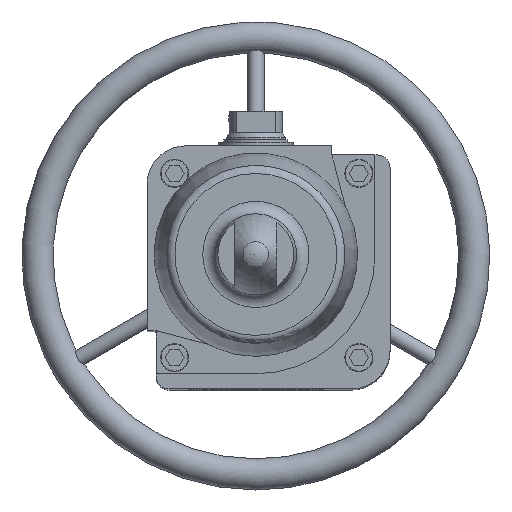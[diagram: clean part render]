
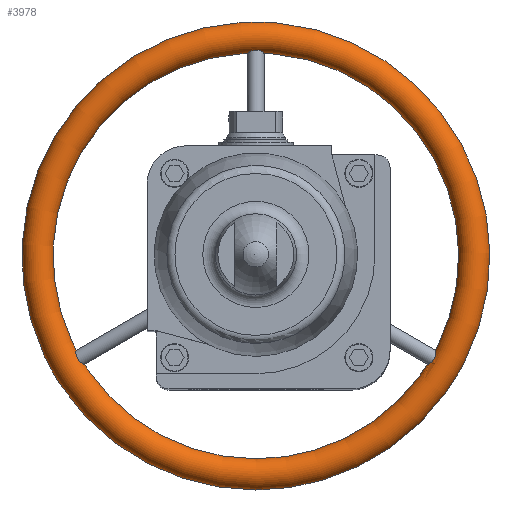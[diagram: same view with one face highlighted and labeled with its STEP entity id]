
A CAD part, top view. The second image highlights one B-rep face of the part: STEP entity #3978.
In plain terms, the highlighted toroidal (fillet/blend) face has major radius 186.65 mm and minor radius 13.35 mm.
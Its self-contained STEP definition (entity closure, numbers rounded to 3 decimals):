
#49=TOROIDAL_SURFACE('',#4327,186.65,13.35);
#103=B_SPLINE_CURVE_WITH_KNOTS('',3,(#6308,#6309,#6310,#6311,#6312,#6313,
#6314,#6315,#6316,#6317,#6318,#6319,#6320,#6321,#6322,#6323,#6324,#6325,
#6326),.UNSPECIFIED.,.T.,.F.,(1,1,1,1,1,1,1,1,1,1,1,1,1,1,1,1,1,1,1,1,1,
1,1),(-0.008,-0.006,-0.003,0.,
0.003,0.006,0.008,0.011,
0.014,0.017,0.02,0.022,
0.025,0.028,0.031,0.034,
0.036,0.039,0.042,0.045,
0.048,0.05,0.053),.UNSPECIFIED.);
#104=B_SPLINE_CURVE_WITH_KNOTS('',3,(#6329,#6330,#6331,#6332,#6333,#6334,
#6335,#6336,#6337,#6338,#6339,#6340,#6341,#6342,#6343,#6344,#6345,#6346,
#6347),.UNSPECIFIED.,.T.,.F.,(1,1,1,1,1,1,1,1,1,1,1,1,1,1,1,1,1,1,1,1,1,
1,1),(-0.008,-0.006,-0.003,0.,
0.003,0.006,0.008,0.011,
0.014,0.017,0.02,0.022,
0.025,0.028,0.031,0.034,
0.036,0.039,0.042,0.045,
0.048,0.05,0.053),.UNSPECIFIED.);
#105=B_SPLINE_CURVE_WITH_KNOTS('',3,(#6350,#6351,#6352,#6353,#6354,#6355,
#6356,#6357,#6358,#6359,#6360,#6361,#6362,#6363,#6364,#6365,#6366,#6367,
#6368),.UNSPECIFIED.,.T.,.F.,(1,1,1,1,1,1,1,1,1,1,1,1,1,1,1,1,1,1,1,1,1,
1,1),(-0.008,-0.006,-0.003,0.,
0.003,0.006,0.008,0.011,
0.014,0.017,0.02,0.022,
0.025,0.028,0.031,0.034,
0.036,0.039,0.042,0.045,
0.048,0.05,0.053),.UNSPECIFIED.);
#1210=ORIENTED_EDGE('',*,*,#2173,.F.);
#1211=ORIENTED_EDGE('',*,*,#2172,.F.);
#1212=ORIENTED_EDGE('',*,*,#2171,.F.);
#2171=EDGE_CURVE('',#2666,#2666,#103,.T.);
#2172=EDGE_CURVE('',#2667,#2667,#104,.T.);
#2173=EDGE_CURVE('',#2668,#2668,#105,.T.);
#2666=VERTEX_POINT('',#6327);
#2667=VERTEX_POINT('',#6348);
#2668=VERTEX_POINT('',#6369);
#3198=EDGE_LOOP('',(#1210));
#3199=EDGE_LOOP('',(#1211));
#3200=EDGE_LOOP('',(#1212));
#3572=FACE_BOUND('',#3198,.T.);
#3573=FACE_BOUND('',#3199,.T.);
#3574=FACE_BOUND('',#3200,.T.);
#3978=ADVANCED_FACE('',(#3572,#3573,#3574),#49,.T.);
#4327=AXIS2_PLACEMENT_3D('',#6370,#4964,#4965);
#4964=DIRECTION('',(0.,0.,-1.));
#4965=DIRECTION('',(-1.,0.,0.));
#6308=CARTESIAN_POINT('',(-6.516,173.205,-419.281));
#6309=CARTESIAN_POINT('',(-4.919,173.807,-421.603));
#6310=CARTESIAN_POINT('',(-2.655,174.518,-423.192));
#6311=CARTESIAN_POINT('',(0.151,174.851,-423.774));
#6312=CARTESIAN_POINT('',(2.93,174.45,-423.064));
#6313=CARTESIAN_POINT('',(5.135,173.727,-421.374));
#6314=CARTESIAN_POINT('',(6.631,173.165,-419.006));
#6315=CARTESIAN_POINT('',(7.192,173.116,-416.187));
#6316=CARTESIAN_POINT('',(6.599,173.736,-413.429));
#6317=CARTESIAN_POINT('',(5.001,174.747,-411.263));
#6318=CARTESIAN_POINT('',(2.675,175.695,-409.875));
#6319=CARTESIAN_POINT('',(-0.141,176.083,-409.406));
#6320=CARTESIAN_POINT('',(-2.935,175.617,-409.974));
#6321=CARTESIAN_POINT('',(-5.197,174.641,-411.447));
#6322=CARTESIAN_POINT('',(-6.706,173.652,-413.678));
#6323=CARTESIAN_POINT('',(-7.188,173.089,-416.476));
#6324=CARTESIAN_POINT('',(-6.516,173.205,-419.281));
#6325=CARTESIAN_POINT('',(-4.919,173.807,-421.603));
#6326=CARTESIAN_POINT('',(-2.655,174.518,-423.192));
#6327=CARTESIAN_POINT('',(-4.808,173.825,-421.481));
#6329=CARTESIAN_POINT('',(-150.191,-89.144,-423.416));
#6330=CARTESIAN_POINT('',(-151.801,-86.719,-423.727));
#6331=CARTESIAN_POINT('',(-152.679,-84.148,-422.762));
#6332=CARTESIAN_POINT('',(-153.086,-82.008,-420.915));
#6333=CARTESIAN_POINT('',(-153.33,-80.627,-418.428));
#6334=CARTESIAN_POINT('',(-153.573,-80.393,-415.57));
#6335=CARTESIAN_POINT('',(-153.798,-81.489,-412.9));
#6336=CARTESIAN_POINT('',(-153.807,-83.542,-410.896));
#6337=CARTESIAN_POINT('',(-153.336,-86.098,-409.692));
#6338=CARTESIAN_POINT('',(-152.088,-88.682,-409.441));
#6339=CARTESIAN_POINT('',(-150.194,-90.723,-410.219));
#6340=CARTESIAN_POINT('',(-148.253,-92.049,-411.864));
#6341=CARTESIAN_POINT('',(-146.788,-92.72,-414.24));
#6342=CARTESIAN_POINT('',(-146.303,-92.711,-417.085));
#6343=CARTESIAN_POINT('',(-146.962,-92.06,-419.822));
#6344=CARTESIAN_POINT('',(-148.404,-90.875,-421.998));
#6345=CARTESIAN_POINT('',(-150.191,-89.144,-423.416));
#6346=CARTESIAN_POINT('',(-151.801,-86.719,-423.727));
#6347=CARTESIAN_POINT('',(-152.679,-84.148,-422.762));
#6348=CARTESIAN_POINT('',(-151.679,-86.694,-423.514));
#6350=CARTESIAN_POINT('',(149.035,-90.317,-422.614));
#6351=CARTESIAN_POINT('',(147.419,-91.689,-420.686));
#6352=CARTESIAN_POINT('',(146.426,-92.539,-418.133));
#6353=CARTESIAN_POINT('',(146.472,-92.797,-415.264));
#6354=CARTESIAN_POINT('',(147.631,-92.373,-412.659));
#6355=CARTESIAN_POINT('',(149.458,-91.288,-410.731));
#6356=CARTESIAN_POINT('',(151.428,-89.526,-409.618));
#6357=CARTESIAN_POINT('',(152.969,-87.095,-409.476));
#6358=CARTESIAN_POINT('',(153.706,-84.451,-410.35));
#6359=CARTESIAN_POINT('',(153.839,-82.165,-412.071));
#6360=CARTESIAN_POINT('',(153.668,-80.659,-414.512));
#6361=CARTESIAN_POINT('',(153.417,-80.382,-417.38));
#6362=CARTESIAN_POINT('',(153.184,-81.391,-420.067));
#6363=CARTESIAN_POINT('',(152.861,-83.301,-422.173));
#6364=CARTESIAN_POINT('',(152.207,-85.747,-423.5));
#6365=CARTESIAN_POINT('',(150.843,-88.328,-423.687));
#6366=CARTESIAN_POINT('',(149.035,-90.317,-422.614));
#6367=CARTESIAN_POINT('',(147.419,-91.689,-420.686));
#6368=CARTESIAN_POINT('',(146.426,-92.539,-418.133));
#6369=CARTESIAN_POINT('',(147.523,-91.602,-420.582));
#6370=CARTESIAN_POINT('',(0.,0.,-417.55));
